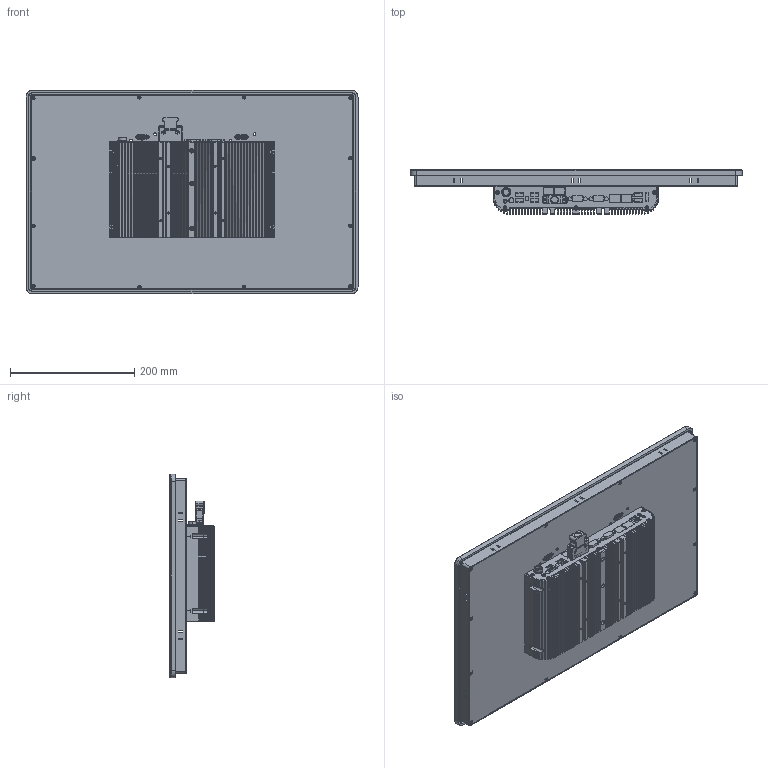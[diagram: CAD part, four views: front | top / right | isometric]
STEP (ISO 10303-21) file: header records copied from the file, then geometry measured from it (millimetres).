
FILE_DESCRIPTION (( 'STEP AP214' ), '1' );
FILE_NAME ('IFC-821WC.STEP', '2025-03-15T00:51:44', ( '' ), ( '' ), 'SwSTEP 2.0', 'SolidWorks 2024', '' );
FILE_SCHEMA (( 'AUTOMOTIVE_DESIGN' ));
Length unit declared in the file: millimetre
Products named in the file (1): IFC-821WC
Bounding box: 533.6 x 70.9 x 327.12 mm (x, y, z)
Volume: 1000315 mm3; surface area: 871548.5 mm2
Topology: 39 solids, 39 shells, 4118 faces, 11087 edges, 7226 vertices
Faces by surface type: plane 1925, cylinder 1713, bspline 262, cone 194, torus 24
Entity records: 156418 total; most frequent: CARTESIAN_POINT 54912, ORIENTED_EDGE 22102, DIRECTION 19249, EDGE_CURVE 11051, VERTEX_POINT 7226, VECTOR 6489, LINE 6489, AXIS2_PLACEMENT_3D 6380
